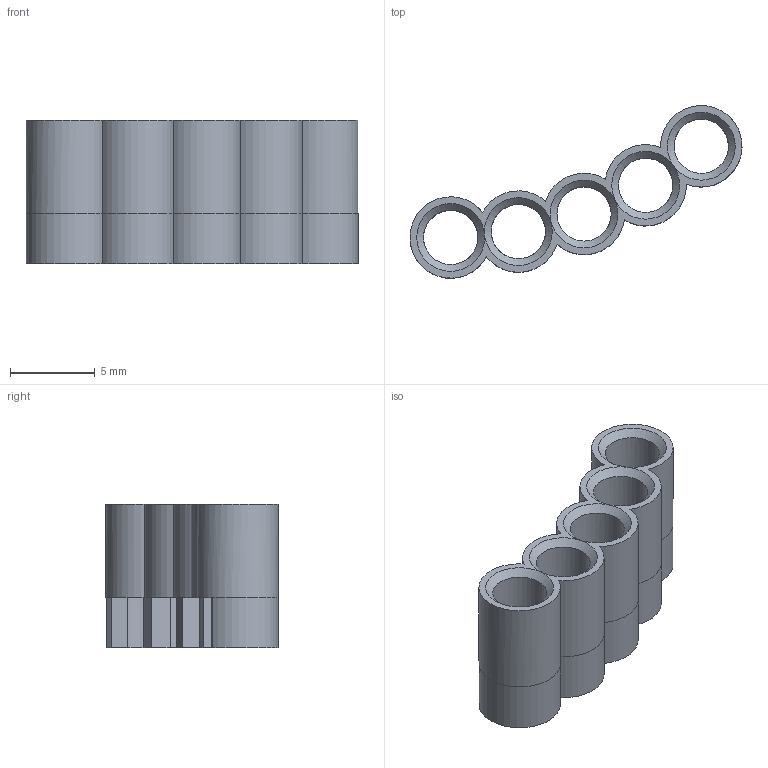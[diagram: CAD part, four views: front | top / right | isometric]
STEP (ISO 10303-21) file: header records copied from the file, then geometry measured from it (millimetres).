
FILE_DESCRIPTION(('FreeCAD Model'),'2;1');
FILE_NAME('Open CASCADE Shape Model','2024-03-20T07:21:11',('FreeCAD'),( 'FreeCAD'),'Open CASCADE STEP processor 7.6','FreeCAD','Unknown');
FILE_SCHEMA(('AUTOMOTIVE_DESIGN { 1 0 10303 214 1 1 1 1 }'));
Length unit declared in the file: millimetre
Products named in the file (1): Open CASCADE STEP translator 7.6 1
Bounding box: 19.58 x 10.18 x 8.45 mm (x, y, z)
Volume: 328 mm3; surface area: 867.4 mm2
Topology: 1 solids, 1 shells, 47 faces, 128 edges, 78 vertices
Faces by surface type: cylinder 29, plane 13, cone 5
Full cylindrical faces by diameter (mm): 3.2 x5
Entity records: 1520 total; most frequent: DIRECTION 288, ORIENTED_EDGE 256, CARTESIAN_POINT 254, EDGE_CURVE 128, AXIS2_PLACEMENT_3D 112, VERTEX_POINT 78, CIRCLE 64, LINE 64
